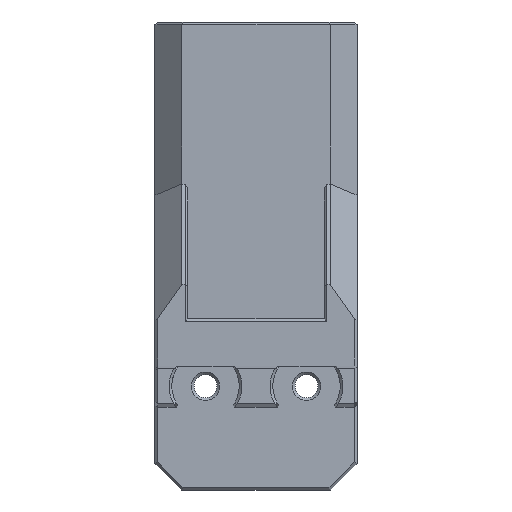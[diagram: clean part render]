
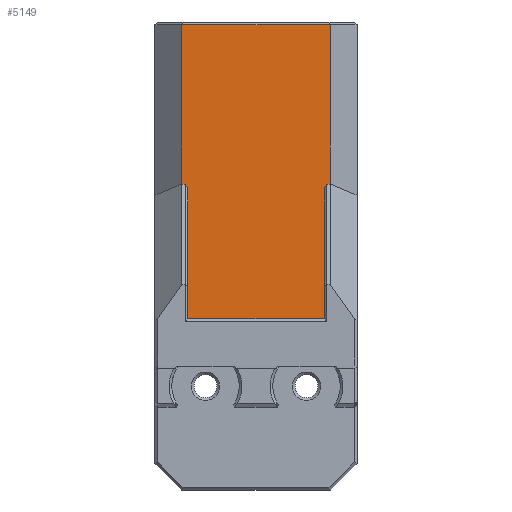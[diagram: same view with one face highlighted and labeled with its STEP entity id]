
A CAD part, front view. The second image highlights one B-rep face of the part: STEP entity #5149.
In plain terms, the highlighted planar face has unit normal (0, -1, 0).
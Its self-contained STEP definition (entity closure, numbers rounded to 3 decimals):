
#57 = VERTEX_POINT ( 'NONE', #270 ) ;
#115 = CARTESIAN_POINT ( 'NONE',  ( 23.898, 36.404, 39.147 ) ) ;
#124 = CARTESIAN_POINT ( 'NONE',  ( 19.875, 36.4, -3.063 ) ) ;
#214 = VERTEX_POINT ( 'NONE', #3009 ) ;
#219 = DIRECTION ( 'NONE',  ( 0., 0., -1. ) ) ;
#270 = CARTESIAN_POINT ( 'NONE',  ( 40.125, 36.402, 25.4 ) ) ;
#301 = ORIENTED_EDGE ( 'NONE', *, *, #4427, .T. ) ;
#322 = DIRECTION ( 'NONE',  ( 1., 0., 0. ) ) ;
#389 = EDGE_CURVE ( 'NONE', #2856, #6366, #4776, .T. ) ;
#564 = EDGE_CURVE ( 'NONE', #2856, #1792, #5612, .T. ) ;
#615 = VERTEX_POINT ( 'NONE', #912 ) ;
#731 = ORIENTED_EDGE ( 'NONE', *, *, #4821, .T. ) ;
#747 = VECTOR ( 'NONE', #322, 1000. ) ;
#895 = FACE_OUTER_BOUND ( 'NONE', #1364, .T. ) ;
#912 = CARTESIAN_POINT ( 'NONE',  ( 19.875, 36.404, 44.836 ) ) ;
#1012 = CARTESIAN_POINT ( 'NONE',  ( 40.125, 36.404, 44.836 ) ) ;
#1112 = DIRECTION ( 'NONE',  ( -1., 0., 0. ) ) ;
#1180 = CARTESIAN_POINT ( 'NONE',  ( 41., 36.404, 45.402 ) ) ;
#1204 = VECTOR ( 'NONE', #5509, 1000. ) ;
#1291 = DIRECTION ( 'NONE',  ( -1., 0., 0. ) ) ;
#1322 = CARTESIAN_POINT ( 'NONE',  ( 45., 36.407, 69.06 ) ) ;
#1364 = EDGE_LOOP ( 'NONE', ( #5395, #2939, #5256, #2844, #731, #301, #5401, #1834, #1725, #2860 ) ) ;
#1481 = DIRECTION ( 'NONE',  ( 0., 1., 0. ) ) ;
#1527 = EDGE_CURVE ( 'NONE', #6139, #57, #3252, .T. ) ;
#1572 = CARTESIAN_POINT ( 'NONE',  ( 46.101, 36.405, 53.288 ) ) ;
#1725 = ORIENTED_EDGE ( 'NONE', *, *, #4508, .T. ) ;
#1792 = VERTEX_POINT ( 'NONE', #3208 ) ;
#1796 = CARTESIAN_POINT ( 'NONE',  ( 19.475, 36.404, 45.402 ) ) ;
#1834 = ORIENTED_EDGE ( 'NONE', *, *, #1527, .F. ) ;
#1891 = PLANE ( 'NONE',  #4189 ) ;
#2142 = CARTESIAN_POINT ( 'NONE',  ( 78.6, 36.404, 45.402 ) ) ;
#2282 = VECTOR ( 'NONE', #3947, 1000. ) ;
#2344 = CARTESIAN_POINT ( 'NONE',  ( 78.6, 36.404, 45.402 ) ) ;
#2436 = VECTOR ( 'NONE', #4152, 1000. ) ;
#2467 = CARTESIAN_POINT ( 'NONE',  ( 19., 36.407, 69.06 ) ) ;
#2582 = VECTOR ( 'NONE', #1291, 1000. ) ;
#2671 = EDGE_CURVE ( 'NONE', #214, #57, #4873, .T. ) ;
#2701 = LINE ( 'NONE', #124, #5777 ) ;
#2844 = ORIENTED_EDGE ( 'NONE', *, *, #4418, .F. ) ;
#2856 = VERTEX_POINT ( 'NONE', #1180 ) ;
#2860 = ORIENTED_EDGE ( 'NONE', *, *, #389, .F. ) ;
#2939 = ORIENTED_EDGE ( 'NONE', *, *, #5541, .T. ) ;
#3009 = CARTESIAN_POINT ( 'NONE',  ( 19.875, 36.402, 25.4 ) ) ;
#3054 = CARTESIAN_POINT ( 'NONE',  ( 19., 36.404, 45.402 ) ) ;
#3091 = DIRECTION ( 'NONE',  ( 0.577, 0., -0.817 ) ) ;
#3161 = VERTEX_POINT ( 'NONE', #2467 ) ;
#3208 = CARTESIAN_POINT ( 'NONE',  ( 41., 36.407, 69.06 ) ) ;
#3252 = LINE ( 'NONE', #5152, #2436 ) ;
#3300 = CARTESIAN_POINT ( 'NONE',  ( 40.525, 36.404, 45.402 ) ) ;
#3605 = DIRECTION ( 'NONE',  ( 0.577, 0., 0.817 ) ) ;
#3652 = VECTOR ( 'NONE', #3605, 1000. ) ;
#3746 = VERTEX_POINT ( 'NONE', #1796 ) ;
#3755 = VECTOR ( 'NONE', #6421, 1000. ) ;
#3886 = LINE ( 'NONE', #6020, #2282 ) ;
#3927 = DIRECTION ( 'NONE',  ( 0., 0., 1. ) ) ;
#3947 = DIRECTION ( 'NONE',  ( 0., 0., -1. ) ) ;
#3981 = CARTESIAN_POINT ( 'NONE',  ( 41., 36.405, 54.067 ) ) ;
#4065 = VECTOR ( 'NONE', #1112, 1000. ) ;
#4101 = LINE ( 'NONE', #115, #5351 ) ;
#4152 = DIRECTION ( 'NONE',  ( 0., 0., -1. ) ) ;
#4189 = AXIS2_PLACEMENT_3D ( 'NONE', #6063, #1481, #3927 ) ;
#4271 = LINE ( 'NONE', #2142, #4065 ) ;
#4418 = EDGE_CURVE ( 'NONE', #3746, #4656, #4271, .T. ) ;
#4427 = EDGE_CURVE ( 'NONE', #615, #214, #2701, .T. ) ;
#4508 = EDGE_CURVE ( 'NONE', #6139, #6366, #6278, .T. ) ;
#4656 = VERTEX_POINT ( 'NONE', #3054 ) ;
#4776 = LINE ( 'NONE', #2344, #3755 ) ;
#4821 = EDGE_CURVE ( 'NONE', #3746, #615, #4101, .T. ) ;
#4873 = LINE ( 'NONE', #6457, #747 ) ;
#5149 = ADVANCED_FACE ( 'NONE', ( #895 ), #1891, .F. ) ;
#5152 = CARTESIAN_POINT ( 'NONE',  ( 40.125, 36.405, 54.067 ) ) ;
#5256 = ORIENTED_EDGE ( 'NONE', *, *, #5976, .T. ) ;
#5351 = VECTOR ( 'NONE', #3091, 1000. ) ;
#5395 = ORIENTED_EDGE ( 'NONE', *, *, #564, .T. ) ;
#5401 = ORIENTED_EDGE ( 'NONE', *, *, #2671, .T. ) ;
#5509 = DIRECTION ( 'NONE',  ( 0., 0., 1. ) ) ;
#5541 = EDGE_CURVE ( 'NONE', #1792, #3161, #5808, .T. ) ;
#5612 = LINE ( 'NONE', #3981, #1204 ) ;
#5777 = VECTOR ( 'NONE', #219, 1000. ) ;
#5808 = LINE ( 'NONE', #1322, #2582 ) ;
#5976 = EDGE_CURVE ( 'NONE', #3161, #4656, #3886, .T. ) ;
#6020 = CARTESIAN_POINT ( 'NONE',  ( 19., 36.405, 54.067 ) ) ;
#6063 = CARTESIAN_POINT ( 'NONE',  ( 45., 36.405, 54.067 ) ) ;
#6139 = VERTEX_POINT ( 'NONE', #1012 ) ;
#6278 = LINE ( 'NONE', #1572, #3652 ) ;
#6366 = VERTEX_POINT ( 'NONE', #3300 ) ;
#6421 = DIRECTION ( 'NONE',  ( -1., 0., 0. ) ) ;
#6457 = CARTESIAN_POINT ( 'NONE',  ( 0., 36.402, 25.4 ) ) ;
